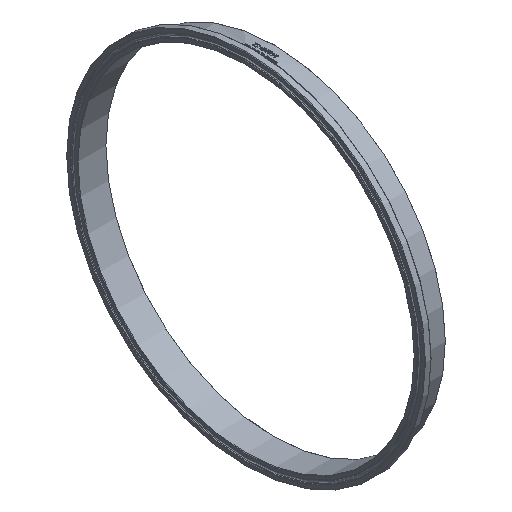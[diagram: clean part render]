
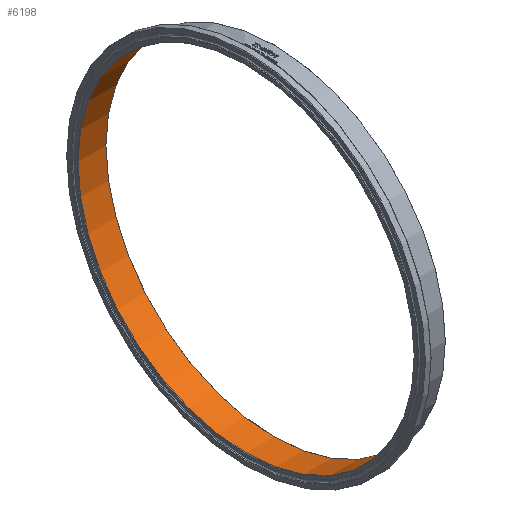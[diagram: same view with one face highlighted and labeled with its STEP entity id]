
A CAD part, isometric view. The second image highlights one B-rep face of the part: STEP entity #6198.
In plain terms, the highlighted cylindrical face has radius 149.631 mm (diameter 299.263 mm), a full revolution.
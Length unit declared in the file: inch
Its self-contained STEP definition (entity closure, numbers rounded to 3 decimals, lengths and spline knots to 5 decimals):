
#102=FACE_BOUND('',#1132,.T.);
#749=FACE_OUTER_BOUND('',#1131,.T.);
#1131=EDGE_LOOP('',(#5772));
#1132=EDGE_LOOP('',(#5773));
#1595=CIRCLE('',#6601,5.891);
#1597=CIRCLE('',#6605,5.891);
#3057=VERTEX_POINT('',#13526);
#3059=VERTEX_POINT('',#13532);
#3969=EDGE_CURVE('',#3057,#3057,#1595,.T.);
#3971=EDGE_CURVE('',#3059,#3059,#1597,.T.);
#5772=ORIENTED_EDGE('',*,*,#3971,.F.);
#5773=ORIENTED_EDGE('',*,*,#3969,.F.);
#5840=CYLINDRICAL_SURFACE('',#6604,5.891);
#6198=ADVANCED_FACE('',(#749,#102),#5840,.F.);
#6601=AXIS2_PLACEMENT_3D('',#13527,#7827,#7828);
#6604=AXIS2_PLACEMENT_3D('',#13531,#7833,#7834);
#6605=AXIS2_PLACEMENT_3D('',#13533,#7835,#7836);
#7827=DIRECTION('center_axis',(-1.,0.,0.));
#7828=DIRECTION('ref_axis',(0.,-1.,0.));
#7833=DIRECTION('center_axis',(1.,0.,0.));
#7834=DIRECTION('ref_axis',(0.,1.,0.));
#7835=DIRECTION('center_axis',(1.,0.,0.));
#7836=DIRECTION('ref_axis',(0.,-1.,0.));
#13526=CARTESIAN_POINT('',(0.995,5.891,0.));
#13527=CARTESIAN_POINT('Origin',(0.995,0.,0.));
#13531=CARTESIAN_POINT('Origin',(0.5155,0.,0.));
#13532=CARTESIAN_POINT('',(0.015,5.891,0.));
#13533=CARTESIAN_POINT('Origin',(0.015,0.,0.));
